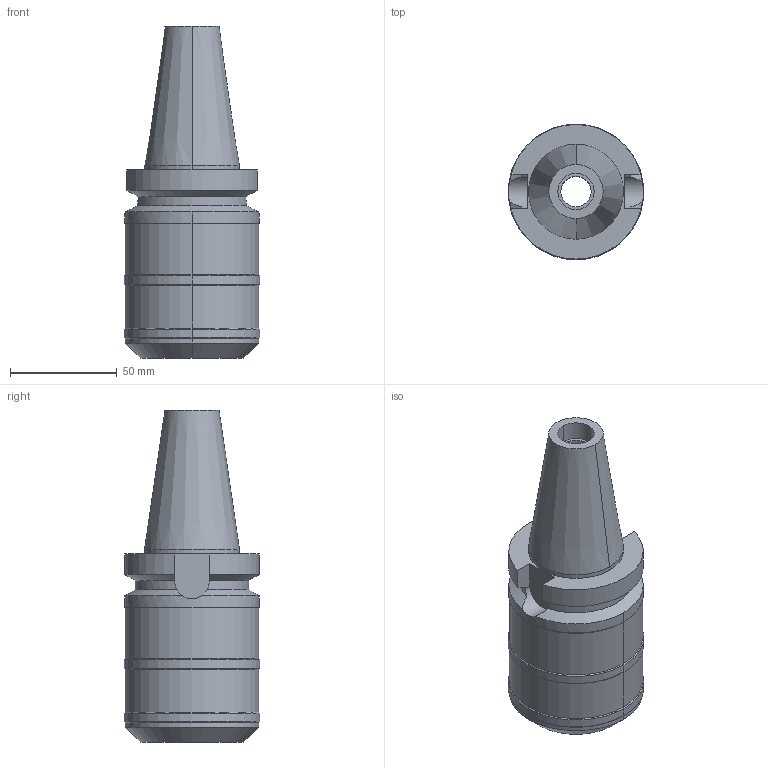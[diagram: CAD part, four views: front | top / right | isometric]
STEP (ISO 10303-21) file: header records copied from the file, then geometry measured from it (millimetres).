
FILE_DESCRIPTION((''),'2;1');
FILE_NAME('BT40-ISL25-90','2018-08-29T',('ykawabe'),(''),'CREO PARAMETRIC BY PTC INC, 2016380','CREO PARAMETRIC BY PTC INC, 2016380','');
FILE_SCHEMA(('AUTOMOTIVE_DESIGN { 1 0 10303 214 1 1 1 1 }'));
Length unit declared in the file: millimetre
Products named in the file (1): BT40-ISL25-90
Bounding box: 63.5 x 63.5 x 155.4 mm (x, y, z)
Volume: 278835 mm3; surface area: 39146.2 mm2
Topology: 1 solids, 1 shells, 56 faces, 139 edges, 89 vertices
Faces by surface type: cylinder 28, cone 16, plane 12
Entity records: 2292 total; most frequent: CARTESIAN_POINT 362, DIRECTION 314, ORIENTED_EDGE 278, PRESENTATION_STYLE_ASSIGNMENT 144, STYLED_ITEM 144, CURVE_STYLE 143, EDGE_CURVE 139, AXIS2_PLACEMENT_3D 129
